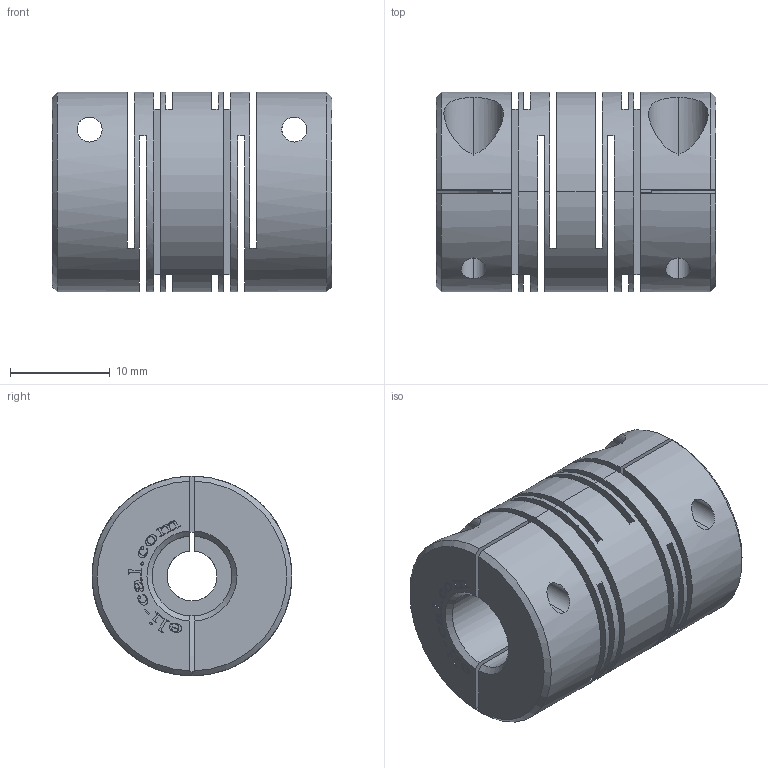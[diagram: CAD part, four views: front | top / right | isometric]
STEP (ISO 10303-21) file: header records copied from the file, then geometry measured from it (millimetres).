
FILE_DESCRIPTION(('STEP AP214'),'1');
FILE_NAME('xca20-8mm-5mm.stp','2015-03-13T02:30:58',('TraceParts'),('TraceParts S.A.'),'XStep 1.0',' ',' ');
FILE_SCHEMA(('automotive_design'));
Length unit declared in the file: millimetre
Products named in the file (1): 1
Bounding box: 28 x 20 x 20 mm (x, y, z)
Volume: 5911.8 mm3; surface area: 6477.7 mm2
Topology: 1 solids, 1 shells, 505 faces, 1405 edges, 936 vertices
Faces by surface type: bspline 288, plane 171, cylinder 38, cone 8
Entity records: 51620 total; most frequent: CARTESIAN_POINT 24811, STYLED_ITEM 2846, PRESENTATION_STYLE_ASSIGNMENT 2846, COLOUR_RGB 2846, ORIENTED_EDGE 2810, EDGE_CURVE 1405, CURVE_STYLE 1405, DRAUGHTING_PRE_DEFINED_CURVE_FONT 1405
